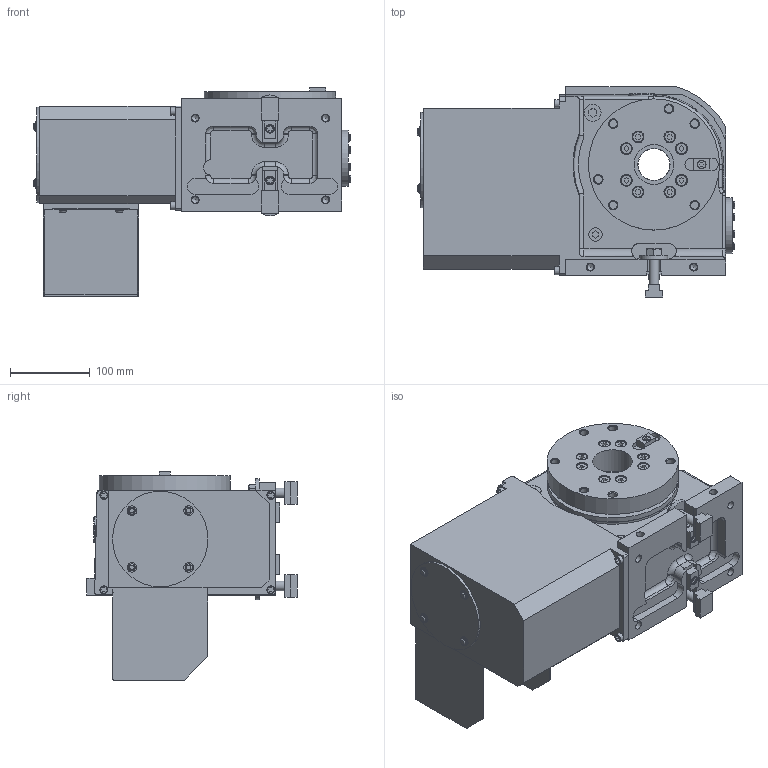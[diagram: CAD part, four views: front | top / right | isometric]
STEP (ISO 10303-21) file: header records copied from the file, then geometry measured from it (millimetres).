
FILE_DESCRIPTION( ( 'Unknown' ), '1' );
FILE_NAME( 'MX160LAS04.stp', 'Unknown', ( 'Unknown' ), ( 'Unknown' ), 'PSStep 15.0.49', 'Unknown', ' ' );
FILE_SCHEMA( ( 'AUTOMOTIVE_DESIGN { 1 0 10303 214 1 1 1 1 }' ) );
Length unit declared in the file: millimetre
Products named in the file (1): 1
Bounding box: 399.3 x 264.8 x 262 mm (x, y, z)
Volume: 10049221 mm3; surface area: 541803.5 mm2
Topology: 1 solids, 6 shells, 829 faces, 1947 edges, 1272 vertices
Faces by surface type: plane 519, cylinder 209, cone 53, torus 31, bspline 16, sphere 1
Full cylindrical faces by diameter (mm): 5 x2, 6 x12, 8.5 x7, 8.566 x1, 9 x12, 10 x32, 10.2 x3, 10.9 x1, 11 x12, 12 x9, 13 x8, 13.175 x1, 14 x10, 16.62 x1, 16.662 x1, 20 x2, 20.955 x1, 21 x1, 21.6 x1, 25 x2, 32.5 x1, 34 x1, 35 x2, 40 x1, 40.5 x1, 45 x1, 50 x1, 70 x1, 114 x1, 120 x1
Entity records: 30065 total; most frequent: CARTESIAN_POINT 5140, DIRECTION 3804, ORIENTED_EDGE 3376, EDGE_CURVE 1688, AXIS2_PLACEMENT_3D 1351, VERTEX_POINT 1224, EDGE_LOOP 1181, LINE 1102
